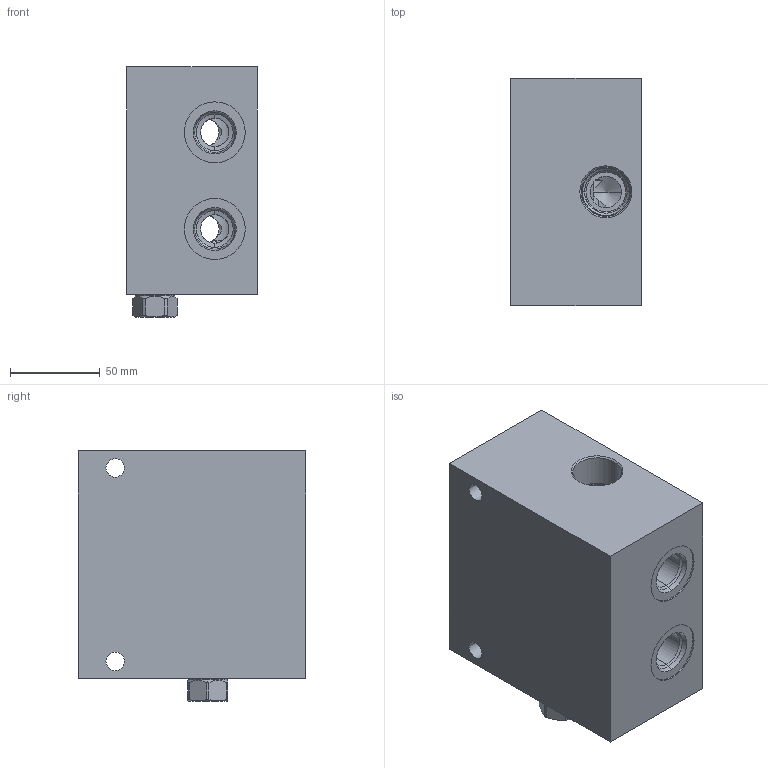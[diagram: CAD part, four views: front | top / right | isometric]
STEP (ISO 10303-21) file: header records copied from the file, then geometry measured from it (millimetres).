
FILE_DESCRIPTION((''),'2;1');
FILE_NAME('XBK_ASM','2021-10-25T',('ProEService'),(''),'PRO/ENGINEER BY PARAMETRIC TECHNOLOGY CORPORATION, 2014200','PRO/ENGINEER BY PARAMETRIC TECHNOLOGY CORPORATION, 2014200','');
FILE_SCHEMA(('CONFIG_CONTROL_DESIGN'));
Length unit declared in the file: inch
Products named in the file (3): 151-796-007; CSABXXN; XBK_ASM
Assembly tree (2 placements, depth 2):
  XBK_ASM
    151-796-007
    CSABXXN
Bounding box: 73.03 x 127 x 139.67 mm (x, y, z)
Volume: 1017765 mm3; surface area: 112631.5 mm2
Topology: 5 solids, 6 shells, 320 faces, 1011 edges, 833 vertices
Faces by surface type: cylinder 138, cone 98, plane 46, torus 24, revolution 12, sphere 2
Entity records: 13124 total; most frequent: CARTESIAN_POINT 4294, DIRECTION 1931, ORIENTED_EDGE 1426, EDGE_CURVE 713, AXIS2_PLACEMENT_3D 688, VECTOR 543, LINE 543, VERTEX_POINT 424
